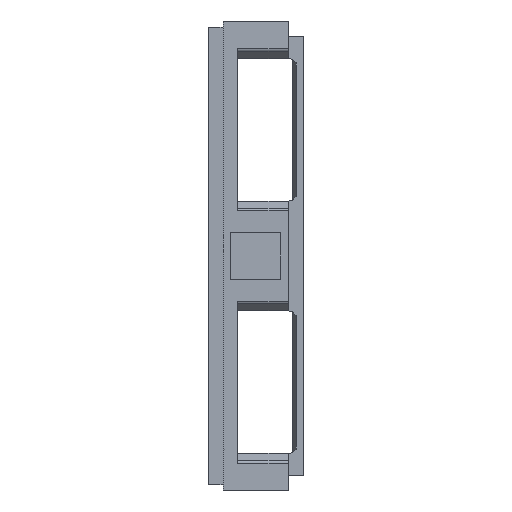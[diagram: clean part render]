
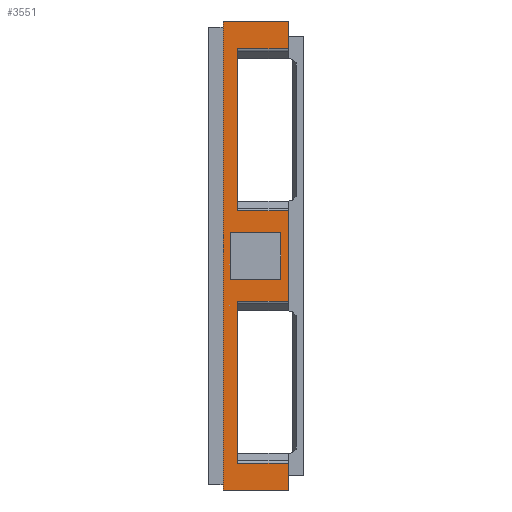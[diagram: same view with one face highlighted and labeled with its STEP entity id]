
A CAD part, left-side view. The second image highlights one B-rep face of the part: STEP entity #3551.
In plain terms, the highlighted planar face has unit normal (-1, 0, 0).
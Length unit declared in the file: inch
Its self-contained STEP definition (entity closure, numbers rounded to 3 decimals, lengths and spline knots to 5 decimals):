
#19=DIRECTION('',(0.,0.,-1.));
#20=VECTOR('',#19,3.2);
#21=CARTESIAN_POINT('',(-19.,-3.94999,1.6));
#22=LINE('',#21,#20);
#35=DIRECTION('',(0.,0.,1.));
#36=VECTOR('',#35,1.8363);
#37=CARTESIAN_POINT('',(-19.,-4.45,-16.));
#38=LINE('',#37,#36);
#39=DIRECTION('',(0.,0.,1.));
#40=VECTOR('',#39,32.);
#41=CARTESIAN_POINT('',(-19.,0.,-16.));
#42=LINE('',#41,#40);
#43=DIRECTION('',(0.,0.,-1.));
#44=VECTOR('',#43,1.8363);
#45=CARTESIAN_POINT('',(-19.,-4.45,16.));
#46=LINE('',#45,#44);
#47=DIRECTION('',(0.,-1.,0.));
#48=VECTOR('',#47,3.44999);
#49=CARTESIAN_POINT('',(-19.,-0.5,-1.6));
#50=LINE('',#49,#48);
#51=DIRECTION('',(0.,-1.,0.));
#52=VECTOR('',#51,3.44999);
#53=CARTESIAN_POINT('',(-19.,-0.5,1.6));
#54=LINE('',#53,#52);
#55=DIRECTION('',(0.,0.,1.));
#56=VECTOR('',#55,6.17261);
#57=CARTESIAN_POINT('',(-19.,-4.44999,-3.0863));
#58=LINE('',#57,#56);
#335=DIRECTION('',(0.,0.,1.));
#336=VECTOR('',#335,11.07739);
#337=CARTESIAN_POINT('',(-19.,-1.,-14.1637));
#338=LINE('',#337,#336);
#347=DIRECTION('',(0.,0.,-1.));
#348=VECTOR('',#347,11.07739);
#349=CARTESIAN_POINT('',(-19.,-1.,14.1637));
#350=LINE('',#349,#348);
#748=DIRECTION('',(0.,1.,0.));
#749=VECTOR('',#748,3.44999);
#750=CARTESIAN_POINT('',(-19.,-4.44999,-3.0863));
#751=LINE('',#750,#749);
#1065=DIRECTION('',(0.,-1.,0.));
#1066=VECTOR('',#1065,4.45);
#1067=CARTESIAN_POINT('',(-19.,0.,-16.));
#1068=LINE('',#1067,#1066);
#1693=DIRECTION('',(0.,-1.,0.));
#1694=VECTOR('',#1693,4.45);
#1695=CARTESIAN_POINT('',(-19.,0.,16.));
#1696=LINE('',#1695,#1694);
#1790=DIRECTION('',(0.,-1.,0.));
#1791=VECTOR('',#1790,3.45);
#1792=CARTESIAN_POINT('',(-19.,-1.,14.1637));
#1793=LINE('',#1792,#1791);
#2096=DIRECTION('',(0.,1.,0.));
#2097=VECTOR('',#2096,3.44999);
#2098=CARTESIAN_POINT('',(-19.,-4.44999,3.0863));
#2099=LINE('',#2098,#2097);
#2477=DIRECTION('',(0.,0.,1.));
#2478=VECTOR('',#2477,3.2);
#2479=CARTESIAN_POINT('',(-19.,-0.5,-1.6));
#2480=LINE('',#2479,#2478);
#2674=DIRECTION('',(0.,-1.,0.));
#2675=VECTOR('',#2674,3.45);
#2676=CARTESIAN_POINT('',(-19.,-1.,-14.1637));
#2677=LINE('',#2676,#2675);
#2923=CARTESIAN_POINT('',(-19.,-4.45,14.1637));
#2925=VERTEX_POINT('',#2923);
#2926=CARTESIAN_POINT('',(-19.,-4.44999,3.0863));
#2928=VERTEX_POINT('',#2926);
#3019=CARTESIAN_POINT('',(-19.,-4.45,-14.1637));
#3021=VERTEX_POINT('',#3019);
#3022=CARTESIAN_POINT('',(-19.,-4.44999,-3.0863));
#3024=VERTEX_POINT('',#3022);
#3335=CARTESIAN_POINT('',(-19.,-0.5,1.6));
#3336=CARTESIAN_POINT('',(-19.,-3.94999,1.6));
#3337=VERTEX_POINT('',#3335);
#3338=VERTEX_POINT('',#3336);
#3343=CARTESIAN_POINT('',(-19.,-0.5,-1.6));
#3344=CARTESIAN_POINT('',(-19.,-3.94999,-1.6));
#3345=VERTEX_POINT('',#3343);
#3346=VERTEX_POINT('',#3344);
#3353=CARTESIAN_POINT('',(-19.,-4.45,16.));
#3354=VERTEX_POINT('',#3353);
#3355=CARTESIAN_POINT('',(-19.,0.,16.));
#3356=VERTEX_POINT('',#3355);
#3361=CARTESIAN_POINT('',(-19.,-4.45,-16.));
#3362=VERTEX_POINT('',#3361);
#3363=CARTESIAN_POINT('',(-19.,0.,-16.));
#3364=VERTEX_POINT('',#3363);
#3399=CARTESIAN_POINT('',(-19.,-1.,14.1637));
#3400=VERTEX_POINT('',#3399);
#3403=CARTESIAN_POINT('',(-19.,-1.,3.0863));
#3404=VERTEX_POINT('',#3403);
#3439=CARTESIAN_POINT('',(-19.,-1.,-14.1637));
#3440=VERTEX_POINT('',#3439);
#3443=CARTESIAN_POINT('',(-19.,-1.,-3.0863));
#3444=VERTEX_POINT('',#3443);
#3511=CARTESIAN_POINT('',(-19.,0.,16.));
#3512=DIRECTION('',(1.,0.,0.));
#3513=DIRECTION('',(0.,-1.,0.));
#3514=AXIS2_PLACEMENT_3D('',#3511,#3512,#3513);
#3515=PLANE('',#3514);
#3517=ORIENTED_EDGE('',*,*,#3516,.F.);
#3519=ORIENTED_EDGE('',*,*,#3518,.T.);
#3521=ORIENTED_EDGE('',*,*,#3520,.F.);
#3523=ORIENTED_EDGE('',*,*,#3522,.T.);
#3525=ORIENTED_EDGE('',*,*,#3524,.F.);
#3527=ORIENTED_EDGE('',*,*,#3526,.F.);
#3529=ORIENTED_EDGE('',*,*,#3528,.T.);
#3531=ORIENTED_EDGE('',*,*,#3530,.T.);
#3533=ORIENTED_EDGE('',*,*,#3532,.T.);
#3535=ORIENTED_EDGE('',*,*,#3534,.F.);
#3537=ORIENTED_EDGE('',*,*,#3536,.T.);
#3539=ORIENTED_EDGE('',*,*,#3538,.F.);
#3540=EDGE_LOOP('',(#3517,#3519,#3521,#3523,#3525,#3527,#3529,#3531,#3533,#3535,
#3537,#3539));
#3541=FACE_OUTER_BOUND('',#3540,.F.);
#3543=ORIENTED_EDGE('',*,*,#3542,.F.);
#3545=ORIENTED_EDGE('',*,*,#3544,.T.);
#3546=ORIENTED_EDGE('',*,*,#3496,.F.);
#3548=ORIENTED_EDGE('',*,*,#3547,.F.);
#3549=EDGE_LOOP('',(#3543,#3545,#3546,#3548));
#3550=FACE_BOUND('',#3549,.F.);
#3551=ADVANCED_FACE('',(#3541,#3550),#3515,.F.);
#3496=EDGE_CURVE('',#3338,#3346,#22,.T.);
#3516=EDGE_CURVE('',#3024,#2928,#58,.T.);
#3518=EDGE_CURVE('',#3024,#3444,#751,.T.);
#3520=EDGE_CURVE('',#3440,#3444,#338,.T.);
#3522=EDGE_CURVE('',#3440,#3021,#2677,.T.);
#3524=EDGE_CURVE('',#3362,#3021,#38,.T.);
#3526=EDGE_CURVE('',#3364,#3362,#1068,.T.);
#3528=EDGE_CURVE('',#3364,#3356,#42,.T.);
#3530=EDGE_CURVE('',#3356,#3354,#1696,.T.);
#3532=EDGE_CURVE('',#3354,#2925,#46,.T.);
#3534=EDGE_CURVE('',#3400,#2925,#1793,.T.);
#3536=EDGE_CURVE('',#3400,#3404,#350,.T.);
#3538=EDGE_CURVE('',#2928,#3404,#2099,.T.);
#3542=EDGE_CURVE('',#3345,#3337,#2480,.T.);
#3544=EDGE_CURVE('',#3345,#3346,#50,.T.);
#3547=EDGE_CURVE('',#3337,#3338,#54,.T.);
